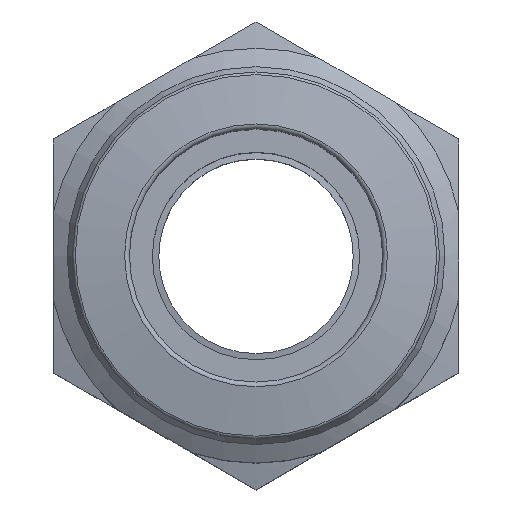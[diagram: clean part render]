
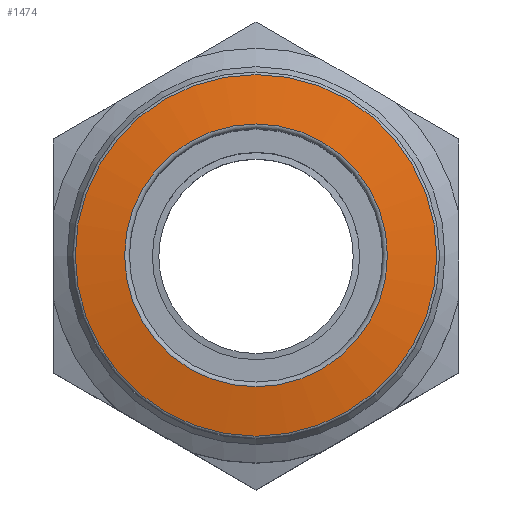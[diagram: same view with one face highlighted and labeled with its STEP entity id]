
A CAD part, top view. The second image highlights one B-rep face of the part: STEP entity #1474.
In plain terms, the highlighted conical face has half-angle 80 degrees and reference radius 8.24 mm.
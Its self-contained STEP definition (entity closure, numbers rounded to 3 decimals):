
#168=CONICAL_SURFACE('',#1549,8.24,1.396);
#204=ORIENTED_EDGE('',*,*,#494,.F.);
#205=ORIENTED_EDGE('',*,*,#495,.T.);
#494=EDGE_CURVE('',#639,#639,#742,.T.);
#495=EDGE_CURVE('',#640,#640,#743,.T.);
#639=VERTEX_POINT('',#1961);
#640=VERTEX_POINT('',#1963);
#742=CIRCLE('',#1550,11.335);
#743=CIRCLE('',#1551,8.24);
#797=EDGE_LOOP('',(#204));
#798=EDGE_LOOP('',(#205));
#891=FACE_BOUND('',#797,.T.);
#892=FACE_BOUND('',#798,.T.);
#1474=ADVANCED_FACE('',(#891,#892),#168,.T.);
#1549=AXIS2_PLACEMENT_3D('',#1959,#1677,#1678);
#1550=AXIS2_PLACEMENT_3D('',#1960,#1679,#1680);
#1551=AXIS2_PLACEMENT_3D('',#1962,#1681,#1682);
#1677=DIRECTION('',(0.,0.,-1.));
#1678=DIRECTION('',(-1.,0.,0.));
#1679=DIRECTION('',(0.,0.,-1.));
#1680=DIRECTION('',(-1.,0.,0.));
#1681=DIRECTION('',(0.,0.,-1.));
#1682=DIRECTION('',(-1.,0.,0.));
#1959=CARTESIAN_POINT('',(0.,0.,26.3));
#1960=CARTESIAN_POINT('',(0.,0.,25.754));
#1961=CARTESIAN_POINT('',(-11.335,0.,25.754));
#1962=CARTESIAN_POINT('',(0.,0.,26.3));
#1963=CARTESIAN_POINT('',(-8.24,0.,26.3));
